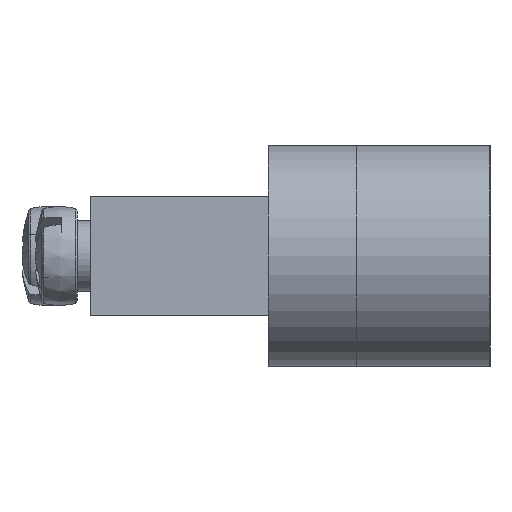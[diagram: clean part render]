
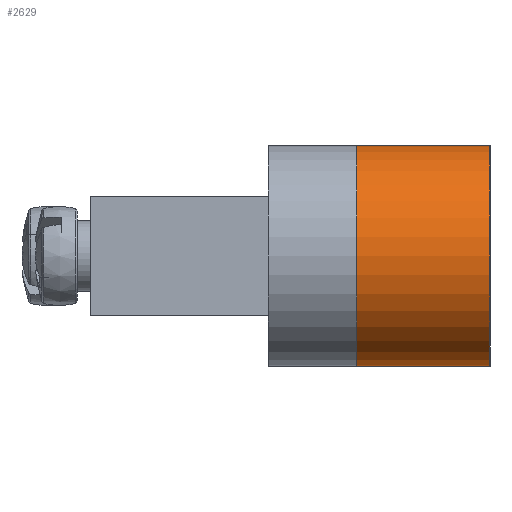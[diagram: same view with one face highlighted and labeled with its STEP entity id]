
A CAD part, left-side view. The second image highlights one B-rep face of the part: STEP entity #2629.
In plain terms, the highlighted cylindrical face has radius 7.5 mm (diameter 15 mm), a partial arc.
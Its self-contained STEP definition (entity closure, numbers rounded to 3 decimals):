
#188=LINE('',#5249,#234);
#193=LINE('',#5261,#239);
#234=VECTOR('',#3651,9.);
#239=VECTOR('',#3666,9.);
#713=CIRCLE('',#2951,7.5);
#714=CIRCLE('',#2953,7.5);
#864=FACE_OUTER_BOUND('',#1227,.T.);
#1227=EDGE_LOOP('',(#2259,#2260,#2261,#2262));
#1498=VERTEX_POINT('',#5247);
#1499=VERTEX_POINT('',#5248);
#1500=VERTEX_POINT('',#5253);
#1501=VERTEX_POINT('',#5257);
#1753=EDGE_CURVE('',#1498,#1499,#188,.T.);
#1756=EDGE_CURVE('',#1500,#1499,#713,.T.);
#1759=EDGE_CURVE('',#1498,#1501,#714,.T.);
#1760=EDGE_CURVE('',#1501,#1500,#193,.T.);
#2259=ORIENTED_EDGE('',*,*,#1759,.T.);
#2260=ORIENTED_EDGE('',*,*,#1760,.T.);
#2261=ORIENTED_EDGE('',*,*,#1756,.T.);
#2262=ORIENTED_EDGE('',*,*,#1753,.F.);
#2370=CYLINDRICAL_SURFACE('',#2955,7.5);
#2629=ADVANCED_FACE('',(#864),#2370,.T.);
#2951=AXIS2_PLACEMENT_3D('',#5254,#3656,#3657);
#2953=AXIS2_PLACEMENT_3D('',#5259,#3662,#3663);
#2955=AXIS2_PLACEMENT_3D('',#5262,#3667,#3668);
#3651=DIRECTION('',(0.,1.,0.));
#3656=DIRECTION('center_axis',(0.,-1.,0.));
#3657=DIRECTION('ref_axis',(0.,0.,
1.));
#3662=DIRECTION('center_axis',(0.,1.,0.));
#3663=DIRECTION('ref_axis',(0.,0.,1.));
#3666=DIRECTION('',(0.,1.,0.));
#3667=DIRECTION('center_axis',(0.,1.,0.));
#3668=DIRECTION('ref_axis',(0.,0.,1.));
#5247=CARTESIAN_POINT('',(7.,0.,7.5));
#5248=CARTESIAN_POINT('',(7.,9.,7.5));
#5249=CARTESIAN_POINT('',(7.,-10.607,7.5));
#5253=CARTESIAN_POINT('',(7.,9.,-7.5));
#5254=CARTESIAN_POINT('Origin',(7.,9.,0.));
#5257=CARTESIAN_POINT('',(7.,0.,-7.5));
#5259=CARTESIAN_POINT('Origin',(7.,0.,0.));
#5261=CARTESIAN_POINT('',(7.,-10.607,-7.5));
#5262=CARTESIAN_POINT('Origin',(7.,-10.607,0.));
